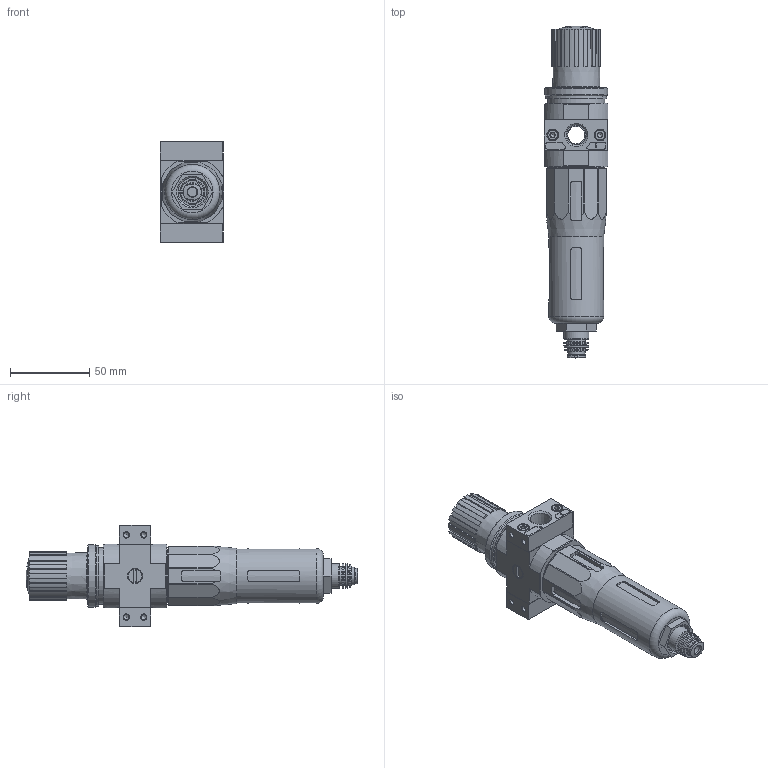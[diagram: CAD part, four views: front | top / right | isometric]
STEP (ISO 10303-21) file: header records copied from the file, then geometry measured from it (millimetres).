
FILE_DESCRIPTION(/* description */ ('STEP AP214'),/* implementation_level */ '2;1');
FILE_NAME(/* name */ '173767_LFR-1_4-D-O-MINI-A-NPT',/* time_stamp */ '2024-09-03T19:52:44+02:00',/* author */ ('License CC BY-ND 4.0'),/* organization */ ('CADENAS'),/* preprocessor_version */ 'ST-DEVELOPER v19.3',/* originating_system */ 'PARTsolutions',/* authorisation */ ' ');
FILE_SCHEMA (('AUTOMOTIVE_DESIGN {1 0 10303 214 3 1 1}'));
Length unit declared in the file: millimetre
Products named in the file (8): 173767 LFR-1/4-D-O-MINI-A-NPT---(0); 123589 LFR-D-MINI-A--(0); 679800 PBL-1/4-D-MINI-R-NPT--P1; DIN-912 - M4x16(F); 679799 PBL-1/4-D-MINI-L-NPT--P1; 398011 LRVS-D-MINI; 373845 LR-MINI; 526489 MS4-LFR-V
Assembly tree (11 placements, depth 2):
  173767 LFR-1/4-D-O-MINI-A-NPT---(0)
    123589 LFR-D-MINI-A--(0)
    679800 PBL-1/4-D-MINI-R-NPT--P1
    DIN-912 - M4x16(F)  x4
    679799 PBL-1/4-D-MINI-L-NPT--P1
    398011 LRVS-D-MINI
    373845 LR-MINI  x2
    526489 MS4-LFR-V
Bounding box: 40.4 x 210.02 x 64 mm (x, y, z)
Volume: 209186.6 mm3; surface area: 44486.5 mm2
Topology: 11 solids, 11 shells, 590 faces, 1417 edges, 896 vertices
Faces by surface type: plane 305, cylinder 156, cone 101, torus 23, sphere 5
Full cylindrical faces by diameter (mm): 3.242 x8, 4 x4, 4.3 x2, 6 x1, 6.9 x2, 7 x4, 8.2 x2, 8.566 x2, 9.728 x2, 11 x2, 11.4 x1, 11.6 x1, 11.8 x1, 12.2 x1, 15.7 x1, 15.8 x2, 18 x1, 24.9 x1, 26.9 x1, 33.9 x1, 34.376 x1, 34.7 x1, 36 x2, 38.5 x1, 39.8 x1
Entity records: 16904 total; most frequent: CARTESIAN_POINT 2988, DIRECTION 2418, ORIENTED_EDGE 2204, EDGE_CURVE 1102, AXIS2_PLACEMENT_3D 959, VERTEX_POINT 787, FACE_BOUND 673, EDGE_LOOP 664
